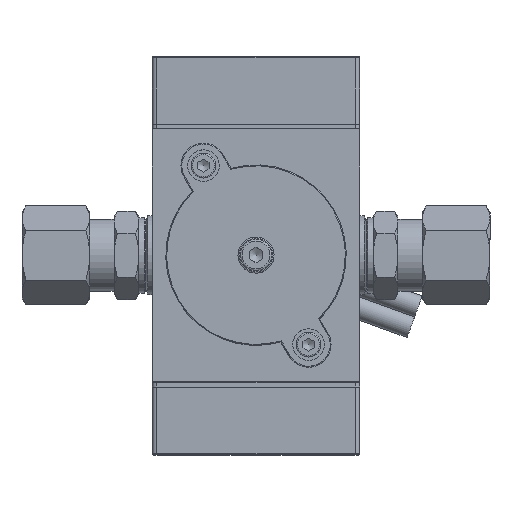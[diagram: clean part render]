
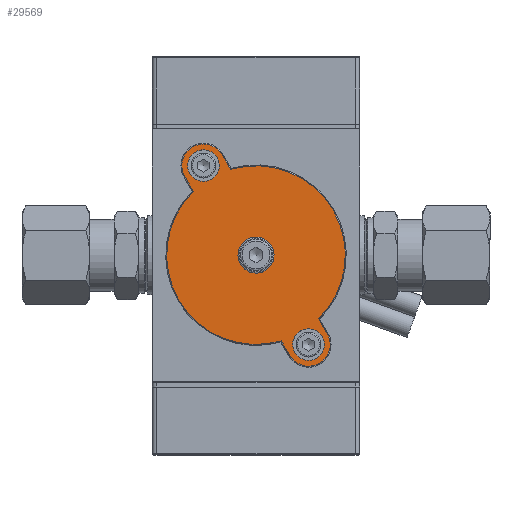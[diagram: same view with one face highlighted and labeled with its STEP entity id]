
A CAD part, top view. The second image highlights one B-rep face of the part: STEP entity #29569.
In plain terms, the highlighted planar face has unit normal (0, 0, 1).
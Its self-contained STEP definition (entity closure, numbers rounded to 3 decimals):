
#1048=FACE_BOUND('',#5334,.T.);
#1049=FACE_BOUND('',#5335,.T.);
#1050=FACE_BOUND('',#5336,.T.);
#2335=CIRCLE('',#31926,19.8);
#2339=CIRCLE('',#31932,4.8);
#2342=CIRCLE('',#31937,4.8);
#2344=CIRCLE('',#31941,19.8);
#2347=CIRCLE('',#31949,4.);
#2348=CIRCLE('',#31950,3.5);
#2349=CIRCLE('',#31951,3.5);
#3355=FACE_OUTER_BOUND('',#5333,.T.);
#5333=EDGE_LOOP('',(#22590,#22591,#22592,#22593,#22594,#22595,#22596,#22597));
#5334=EDGE_LOOP('',(#22598));
#5335=EDGE_LOOP('',(#22599));
#5336=EDGE_LOOP('',(#22600));
#7490=LINE('',#49480,#10421);
#7492=LINE('',#49521,#10423);
#7495=LINE('',#49548,#10426);
#7497=LINE('',#49559,#10428);
#10421=VECTOR('',#36717,3.791);
#10423=VECTOR('',#36729,3.791);
#10426=VECTOR('',#36744,3.791);
#10428=VECTOR('',#36756,3.791);
#13721=VERTEX_POINT('',#49478);
#13722=VERTEX_POINT('',#49479);
#13726=VERTEX_POINT('',#49502);
#13727=VERTEX_POINT('',#49519);
#13728=VERTEX_POINT('',#49520);
#13731=VERTEX_POINT('',#49541);
#13733=VERTEX_POINT('',#49550);
#13736=VERTEX_POINT('',#49558);
#13742=VERTEX_POINT('',#49596);
#13743=VERTEX_POINT('',#49598);
#13744=VERTEX_POINT('',#49600);
#16938=EDGE_CURVE('',#13721,#13722,#7490,.T.);
#16944=EDGE_CURVE('',#13726,#13721,#2335,.T.);
#16945=EDGE_CURVE('',#13727,#13728,#7492,.T.);
#16951=EDGE_CURVE('',#13728,#13731,#2339,.T.);
#16953=EDGE_CURVE('',#13731,#13726,#7495,.T.);
#16956=EDGE_CURVE('',#13722,#13733,#2342,.T.);
#16958=EDGE_CURVE('',#13733,#13736,#7497,.T.);
#16961=EDGE_CURVE('',#13736,#13727,#2344,.T.);
#16971=EDGE_CURVE('',#13742,#13742,#2347,.T.);
#16972=EDGE_CURVE('',#13743,#13743,#2348,.T.);
#16973=EDGE_CURVE('',#13744,#13744,#2349,.T.);
#22590=ORIENTED_EDGE('',*,*,#16945,.F.);
#22591=ORIENTED_EDGE('',*,*,#16961,.F.);
#22592=ORIENTED_EDGE('',*,*,#16958,.F.);
#22593=ORIENTED_EDGE('',*,*,#16956,.F.);
#22594=ORIENTED_EDGE('',*,*,#16938,.F.);
#22595=ORIENTED_EDGE('',*,*,#16944,.F.);
#22596=ORIENTED_EDGE('',*,*,#16953,.F.);
#22597=ORIENTED_EDGE('',*,*,#16951,.F.);
#22598=ORIENTED_EDGE('',*,*,#16971,.T.);
#22599=ORIENTED_EDGE('',*,*,#16972,.T.);
#22600=ORIENTED_EDGE('',*,*,#16973,.T.);
#28033=PLANE('',#31948);
#29569=ADVANCED_FACE('',(#3355,#1048,#1049,#1050),#28033,.T.);
#31926=AXIS2_PLACEMENT_3D('',#49517,#36725,#36726);
#31932=AXIS2_PLACEMENT_3D('',#49545,#36739,#36740);
#31937=AXIS2_PLACEMENT_3D('',#49554,#36751,#36752);
#31941=AXIS2_PLACEMENT_3D('',#49576,#36761,#36762);
#31948=AXIS2_PLACEMENT_3D('',#49595,#36782,#36783);
#31949=AXIS2_PLACEMENT_3D('',#49597,#36784,#36785);
#31950=AXIS2_PLACEMENT_3D('',#49599,#36786,#36787);
#31951=AXIS2_PLACEMENT_3D('',#49601,#36788,#36789);
#36717=DIRECTION('',(0.,-1.,0.));
#36725=DIRECTION('center_axis',(0.,0.,-1.));
#36726=DIRECTION('ref_axis',(1.,0.,0.));
#36729=DIRECTION('',(0.,1.,0.));
#36739=DIRECTION('center_axis',(0.,0.,-1.));
#36740=DIRECTION('ref_axis',(0.,1.,0.));
#36744=DIRECTION('',(0.,-1.,0.));
#36751=DIRECTION('center_axis',(0.,0.,-1.));
#36752=DIRECTION('ref_axis',(0.,-1.,0.));
#36756=DIRECTION('',(0.,1.,0.));
#36761=DIRECTION('center_axis',(0.,0.,-1.));
#36762=DIRECTION('ref_axis',(-1.,0.,0.));
#36782=DIRECTION('center_axis',(0.,0.,1.));
#36783=DIRECTION('ref_axis',(1.,0.,0.));
#36784=DIRECTION('center_axis',(0.,0.,-1.));
#36785=DIRECTION('ref_axis',(-1.,0.,0.));
#36786=DIRECTION('center_axis',(0.,0.,-1.));
#36787=DIRECTION('ref_axis',(-1.,0.,0.));
#36788=DIRECTION('center_axis',(0.,0.,-1.));
#36789=DIRECTION('ref_axis',(-1.,0.,0.));
#49478=CARTESIAN_POINT('',(4.8,-19.209,15.));
#49479=CARTESIAN_POINT('',(4.8,-23.,15.));
#49480=CARTESIAN_POINT('',(4.8,-9.682,15.));
#49502=CARTESIAN_POINT('',(4.8,19.209,15.));
#49517=CARTESIAN_POINT('Origin',(0.,0.,15.));
#49519=CARTESIAN_POINT('',(-4.8,19.209,15.));
#49520=CARTESIAN_POINT('',(-4.8,23.,15.));
#49521=CARTESIAN_POINT('',(-4.8,9.682,15.));
#49541=CARTESIAN_POINT('',(4.8,23.,15.));
#49545=CARTESIAN_POINT('Origin',(0.,23.,
15.));
#49548=CARTESIAN_POINT('',(4.8,11.5,15.));
#49550=CARTESIAN_POINT('',(-4.8,-23.,15.));
#49554=CARTESIAN_POINT('Origin',(0.,-23.,
15.));
#49558=CARTESIAN_POINT('',(-4.8,-19.209,15.));
#49559=CARTESIAN_POINT('',(-4.8,-11.5,15.));
#49576=CARTESIAN_POINT('Origin',(0.,0.,15.));
#49595=CARTESIAN_POINT('Origin',(0.,0.,15.));
#49596=CARTESIAN_POINT('',(4.,0.,15.));
#49597=CARTESIAN_POINT('Origin',(0.,0.,15.));
#49598=CARTESIAN_POINT('',(3.5,-23.,15.));
#49599=CARTESIAN_POINT('Origin',(0.,-23.,
15.));
#49600=CARTESIAN_POINT('',(3.5,23.,15.));
#49601=CARTESIAN_POINT('Origin',(0.,23.,
15.));
